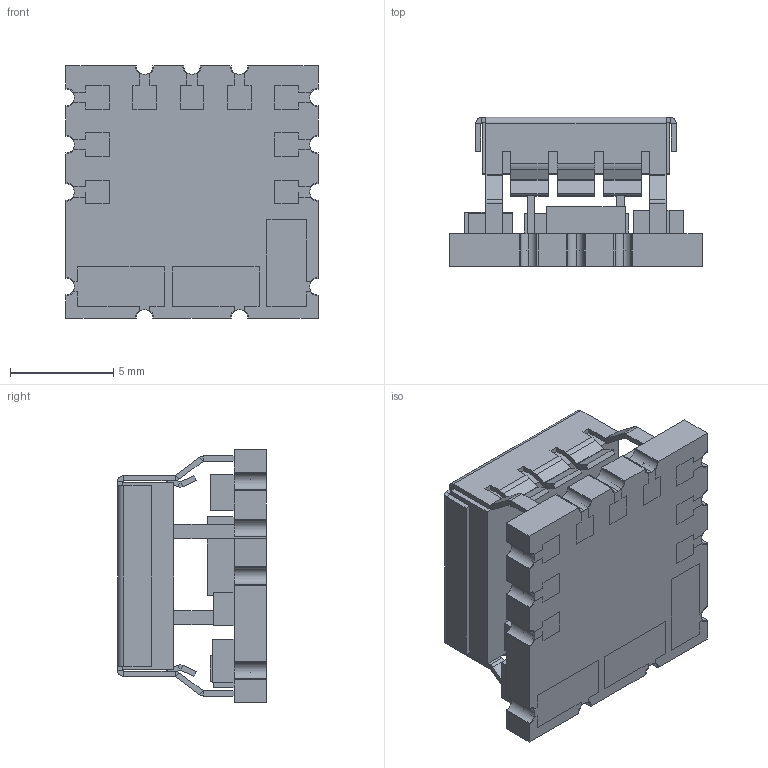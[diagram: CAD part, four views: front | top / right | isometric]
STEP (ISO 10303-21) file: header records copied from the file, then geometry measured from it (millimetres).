
FILE_DESCRIPTION (( 'STEP AP214' ), '1' );
FILE_NAME ('OKL-T_6-W12N-C.STEP', '2025-02-26T15:11:21', ( 'LENOVO' ), ( '' ), 'SwSTEP 2.0', 'SolidWorks 2021', '' );
FILE_SCHEMA (( 'AUTOMOTIVE_DESIGN' ));
Length unit declared in the file: millimetre
Products named in the file (1): OKL-T_6-W12N-C
Bounding box: 12.19 x 7.2 x 12.19 mm (x, y, z)
Volume: 514.4 mm3; surface area: 1375.2 mm2
Topology: 24 solids, 24 shells, 651 faces, 1609 edges, 1006 vertices
Faces by surface type: plane 555, cylinder 96
Entity records: 19068 total; most frequent: CARTESIAN_POINT 3267, ORIENTED_EDGE 3218, DIRECTION 3157, EDGE_CURVE 1609, LINE 1365, VECTOR 1365, VERTEX_POINT 1006, AXIS2_PLACEMENT_3D 896
